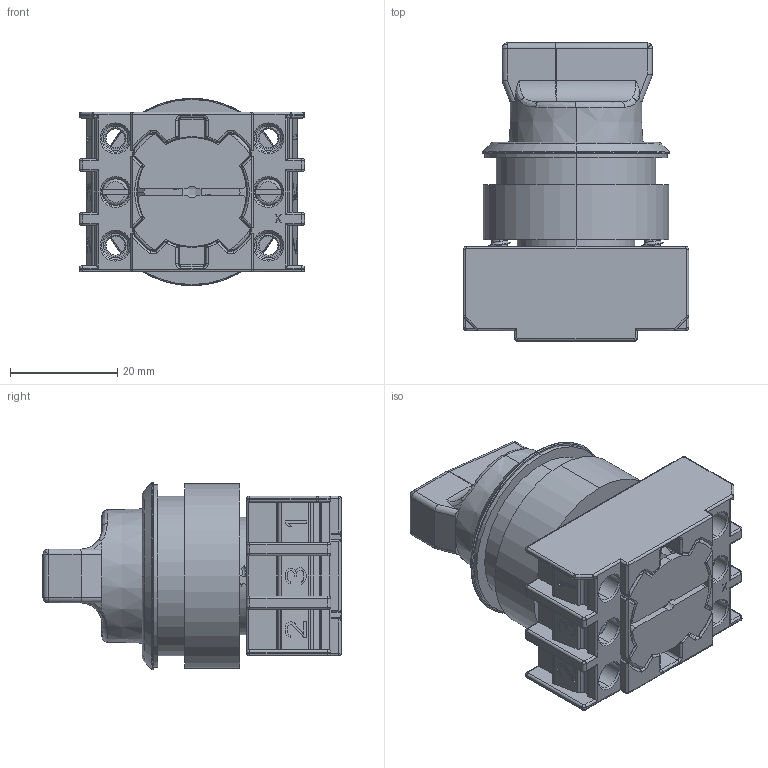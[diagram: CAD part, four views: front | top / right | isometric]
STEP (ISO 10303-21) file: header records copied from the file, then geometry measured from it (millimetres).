
FILE_DESCRIPTION (( 'STEP AP203' ), '1' );
FILE_NAME ('EWS32.V.step', '2020-12-14T22:09:46', ( '' ), ( '' ), 'SwSTEP 2.0', 'SolidWorks 2019', '' );
FILE_SCHEMA (( 'CONFIG_CONTROL_DESIGN' ));
Length unit declared in the file: millimetre
Products named in the file (1): EWS32.V
Bounding box: 42 x 55.55 x 34.93 mm (x, y, z)
Volume: 28833.1 mm3; surface area: 25881.8 mm2
Topology: 5 solids, 5 shells, 1701 faces, 4560 edges, 2823 vertices
Faces by surface type: plane 641, cylinder 592, bspline 308, cone 137, torus 23
Entity records: 73419 total; most frequent: CARTESIAN_POINT 33803, ORIENTED_EDGE 9000, DIRECTION 7445, EDGE_CURVE 4500, VERTEX_POINT 2823, AXIS2_PLACEMENT_3D 2609, VECTOR 2227, LINE 2227
